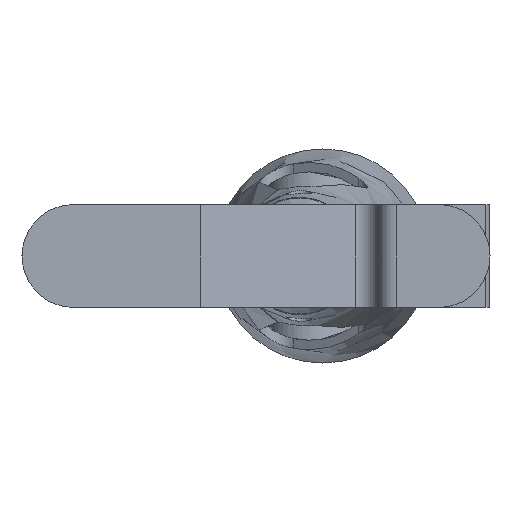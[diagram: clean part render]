
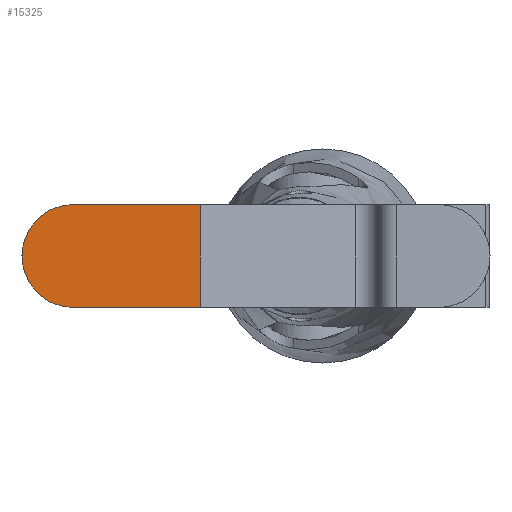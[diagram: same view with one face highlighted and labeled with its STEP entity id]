
A CAD part, front view. The second image highlights one B-rep face of the part: STEP entity #15325.
In plain terms, the highlighted planar face has unit normal (0, -1, 0).
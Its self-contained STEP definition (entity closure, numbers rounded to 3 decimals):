
#15020 = VERTEX_POINT('',#15021);
#15021 = CARTESIAN_POINT('',(-52.8,-298.287,
    27.5));
#15027 = EDGE_CURVE('',#15020,#15028,#15030,.T.);
#15028 = VERTEX_POINT('',#15029);
#15029 = CARTESIAN_POINT('',(-120.575,-298.287,
    27.5));
#15030 = LINE('',#15031,#15032);
#15031 = CARTESIAN_POINT('',(-52.8,-298.287,
    27.5));
#15032 = VECTOR('',#15033,1.);
#15033 = DIRECTION('',(-1.,0.,0.));
#15146 = VERTEX_POINT('',#15147);
#15147 = CARTESIAN_POINT('',(-52.8,-298.287,
    -27.5));
#15153 = EDGE_CURVE('',#15146,#15154,#15156,.T.);
#15154 = VERTEX_POINT('',#15155);
#15155 = CARTESIAN_POINT('',(-120.575,-298.287,
    -27.5));
#15156 = LINE('',#15157,#15158);
#15157 = CARTESIAN_POINT('',(-52.8,-298.287,
    -27.5));
#15158 = VECTOR('',#15159,1.);
#15159 = DIRECTION('',(-1.,0.,0.));
#15306 = VERTEX_POINT('',#15307);
#15307 = CARTESIAN_POINT('',(-148.075,-298.287,
    0.));
#15313 = EDGE_CURVE('',#15306,#15028,#15314,.T.);
#15314 = CIRCLE('',#15315,27.5);
#15315 = AXIS2_PLACEMENT_3D('',#15316,#15317,#15318);
#15316 = CARTESIAN_POINT('',(-120.575,-298.287,
    0.));
#15317 = DIRECTION('',(0.,1.,0.));
#15318 = DIRECTION('',(1.,0.,0.));
#15325 = ADVANCED_FACE('',(#15326),#15344,.F.);
#15326 = FACE_BOUND('',#15327,.F.);
#15327 = EDGE_LOOP('',(#15328,#15329,#15335,#15336,#15343));
#15328 = ORIENTED_EDGE('',*,*,#15027,.F.);
#15329 = ORIENTED_EDGE('',*,*,#15330,.T.);
#15330 = EDGE_CURVE('',#15020,#15146,#15331,.T.);
#15331 = LINE('',#15332,#15333);
#15332 = CARTESIAN_POINT('',(-52.8,-298.287,
    27.5));
#15333 = VECTOR('',#15334,1.);
#15334 = DIRECTION('',(0.,0.,-1.));
#15335 = ORIENTED_EDGE('',*,*,#15153,.T.);
#15336 = ORIENTED_EDGE('',*,*,#15337,.T.);
#15337 = EDGE_CURVE('',#15154,#15306,#15338,.T.);
#15338 = CIRCLE('',#15339,27.5);
#15339 = AXIS2_PLACEMENT_3D('',#15340,#15341,#15342);
#15340 = CARTESIAN_POINT('',(-120.575,-298.287,
    0.));
#15341 = DIRECTION('',(0.,1.,0.));
#15342 = DIRECTION('',(1.,0.,0.));
#15343 = ORIENTED_EDGE('',*,*,#15313,.T.);
#15344 = PLANE('',#15345);
#15345 = AXIS2_PLACEMENT_3D('',#15346,#15347,#15348);
#15346 = CARTESIAN_POINT('',(-52.8,-298.287,
    27.5));
#15347 = DIRECTION('',(0.,1.,0.));
#15348 = DIRECTION('',(-1.,0.,0.));
